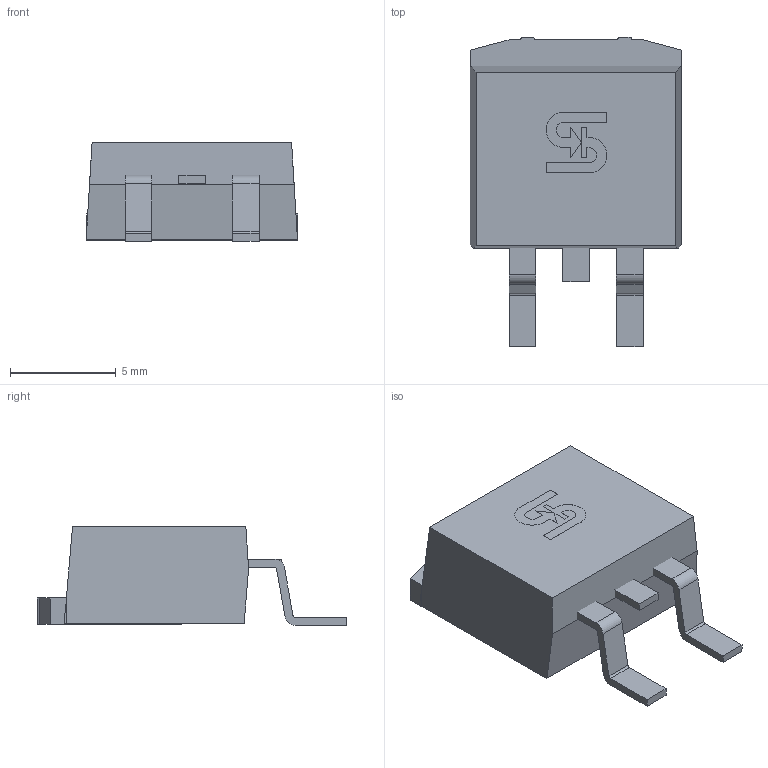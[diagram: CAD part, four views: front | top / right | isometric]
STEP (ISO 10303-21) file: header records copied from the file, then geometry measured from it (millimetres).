
FILE_DESCRIPTION(/* description */ (''),/* implementation_level */ '2;1');
FILE_NAME(/* name */ 'D2PAK.neu_TOP.stp',/* time_stamp */ '2020-04-23T16:42:43+08:00',/* author */ ('he.song'),/* organization */ (''),/* preprocessor_version */ 'ST-DEVELOPER v16.13',/* originating_system */ 'Autodesk Inventor 2018',/* authorisation */ '');
FILE_SCHEMA (('AUTOMOTIVE_DESIGN { 1 0 10303 214 3 1 1 }'));
Length unit declared in the file: millimetre
Products named in the file (6): D2PAK.neu_TOP; D2PAK; D2PAK_1; D2PAK_2; D2PAK_8; 印字
Assembly tree (5 placements, depth 2):
  D2PAK.neu_TOP
    D2PAK
    D2PAK_1
    D2PAK_2
    D2PAK_8
    印字
Bounding box: 10.02 x 14.66 x 4.66 mm (x, y, z)
Volume: 401.6 mm3; surface area: 532.1 mm2
Topology: 7 solids, 7 shells, 108 faces, 282 edges, 186 vertices
Faces by surface type: plane 88, cylinder 20
Entity records: 3524 total; most frequent: CARTESIAN_POINT 588, ORIENTED_EDGE 566, DIRECTION 562, EDGE_CURVE 282, LINE 242, VECTOR 242, VERTEX_POINT 186, AXIS2_PLACEMENT_3D 160
